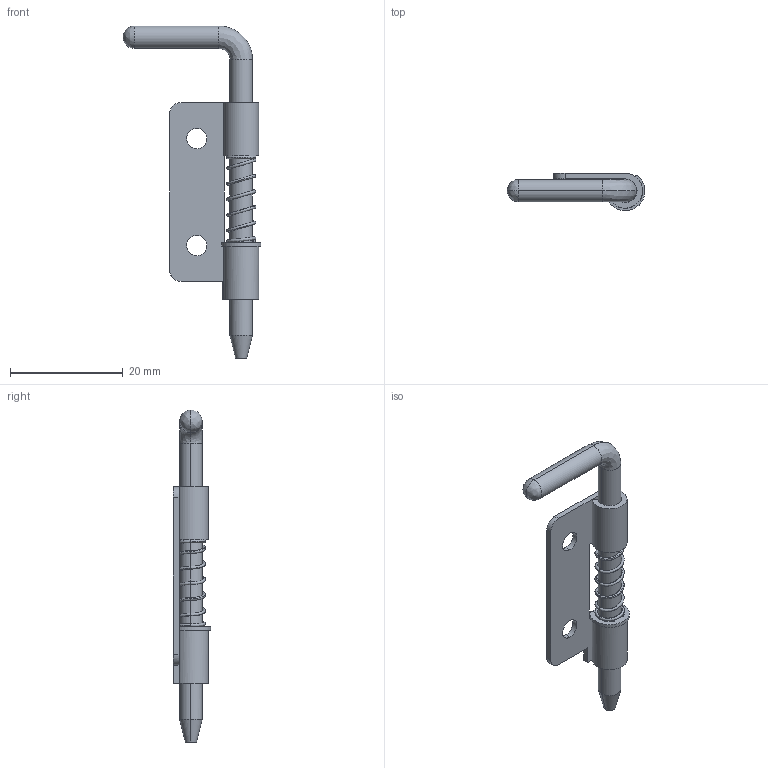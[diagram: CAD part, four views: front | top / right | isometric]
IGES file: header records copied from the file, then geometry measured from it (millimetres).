
Start section: ------------------------------------------------------------------------
Global section: file name: PC011.17776.TH_182SUS_L_32583.igs; native system: spGate; preprocessor: ver18.9.1 (****-****-****-****); author: Unknown; organization: Unknown; date: 221125.150528; units: millimetre
Bounding box: 24.5 x 6.6 x 59 mm (x, y, z)
Volume: 1579.3 mm3; surface area: 2580.4 mm2
Topology: 3 solids, 3 shells, 88 faces, 225 edges, 138 vertices
Faces by surface type: bspline 88
